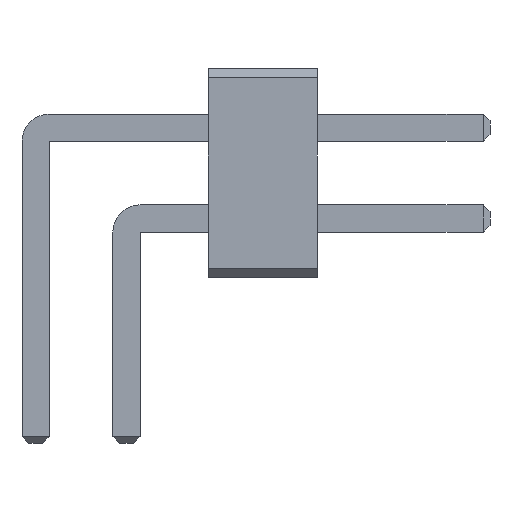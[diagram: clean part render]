
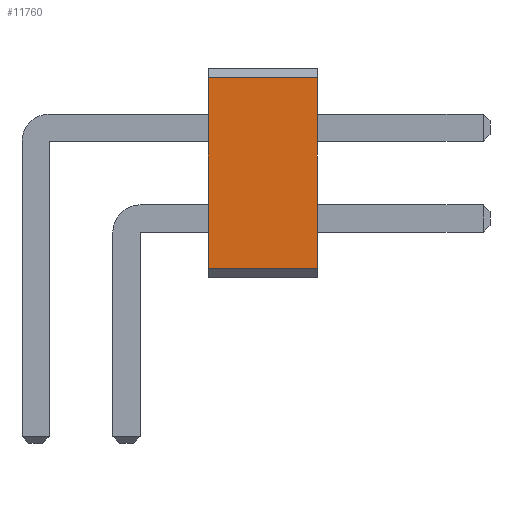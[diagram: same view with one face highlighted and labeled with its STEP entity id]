
A CAD part, front view. The second image highlights one B-rep face of the part: STEP entity #11760.
In plain terms, the highlighted planar face has unit normal (0, -1, 0).
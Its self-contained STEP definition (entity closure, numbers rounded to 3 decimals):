
#958 = VERTEX_POINT('',#959);
#959 = CARTESIAN_POINT('',(1.9,-34.5,2.2));
#965 = EDGE_CURVE('',#966,#958,#968,.T.);
#966 = VERTEX_POINT('',#967);
#967 = CARTESIAN_POINT('',(1.9,-34.5,0.1));
#968 = LINE('',#969,#970);
#969 = CARTESIAN_POINT('',(1.9,-34.5,0.1));
#970 = VECTOR('',#971,1.);
#971 = DIRECTION('',(0.,0.,1.));
#5019 = VERTEX_POINT('',#5020);
#5020 = CARTESIAN_POINT('',(3.1,-34.5,2.2));
#5026 = EDGE_CURVE('',#5027,#5019,#5029,.T.);
#5027 = VERTEX_POINT('',#5028);
#5028 = CARTESIAN_POINT('',(3.1,-34.5,0.1));
#5029 = LINE('',#5030,#5031);
#5030 = CARTESIAN_POINT('',(3.1,-34.5,0.1));
#5031 = VECTOR('',#5032,1.);
#5032 = DIRECTION('',(0.,0.,1.));
#11732 = EDGE_CURVE('',#966,#5027,#11733,.T.);
#11733 = LINE('',#11734,#11735);
#11734 = CARTESIAN_POINT('',(1.9,-34.5,0.1));
#11735 = VECTOR('',#11736,1.);
#11736 = DIRECTION('',(1.,0.,0.));
#11760 = ADVANCED_FACE('',(#11761),#11772,.T.);
#11761 = FACE_BOUND('',#11762,.T.);
#11762 = EDGE_LOOP('',(#11763,#11764,#11765,#11771));
#11763 = ORIENTED_EDGE('',*,*,#11732,.T.);
#11764 = ORIENTED_EDGE('',*,*,#5026,.T.);
#11765 = ORIENTED_EDGE('',*,*,#11766,.F.);
#11766 = EDGE_CURVE('',#958,#5019,#11767,.T.);
#11767 = LINE('',#11768,#11769);
#11768 = CARTESIAN_POINT('',(1.9,-34.5,2.2));
#11769 = VECTOR('',#11770,1.);
#11770 = DIRECTION('',(1.,0.,0.));
#11771 = ORIENTED_EDGE('',*,*,#965,.F.);
#11772 = PLANE('',#11773);
#11773 = AXIS2_PLACEMENT_3D('',#11774,#11775,#11776);
#11774 = CARTESIAN_POINT('',(1.9,-34.5,0.1));
#11775 = DIRECTION('',(0.,-1.,0.));
#11776 = DIRECTION('',(0.,0.,1.));
